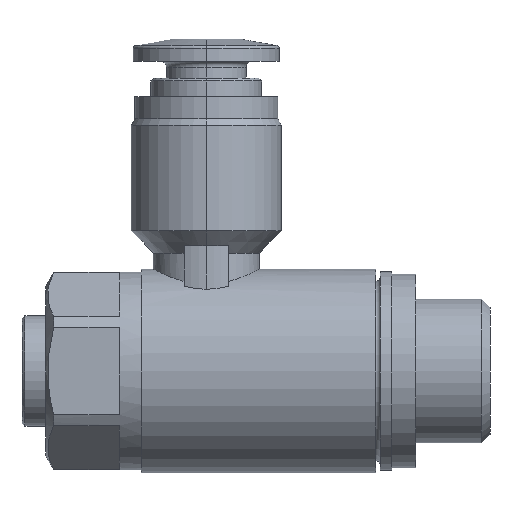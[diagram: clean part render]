
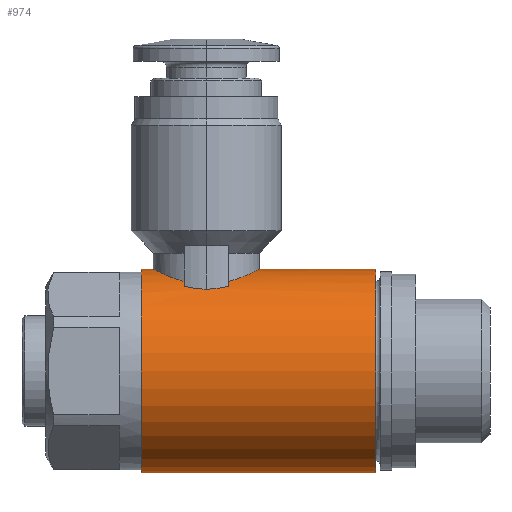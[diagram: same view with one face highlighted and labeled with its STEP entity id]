
A CAD part, left-side view. The second image highlights one B-rep face of the part: STEP entity #974.
In plain terms, the highlighted cylindrical face has radius 6.9 mm (diameter 13.8 mm), a partial arc.
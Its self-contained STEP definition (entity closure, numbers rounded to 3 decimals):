
#66 = CARTESIAN_POINT ( 'NONE',  ( -0.697, 3.536, 6.867 ) ) ;
#153 = LINE ( 'NONE', #691, #635 ) ;
#175 = CARTESIAN_POINT ( 'NONE',  ( -3.273, 1.5, 6.075 ) ) ;
#177 = CIRCLE ( 'NONE', #1636, 6.9 ) ;
#178 = CARTESIAN_POINT ( 'NONE',  ( -3.908, 1.266, 5.688 ) ) ;
#190 = CARTESIAN_POINT ( 'NONE',  ( -4.1, 0.258, 5.55 ) ) ;
#199 = EDGE_CURVE ( 'NONE', #1086, #649, #1343, .T. ) ;
#268 = CARTESIAN_POINT ( 'NONE',  ( -4.1, -0.259, 5.55 ) ) ;
#280 = CARTESIAN_POINT ( 'NONE',  ( -4.076, -0.514, 5.568 ) ) ;
#375 = ORIENTED_EDGE ( 'NONE', *, *, #199, .F. ) ;
#383 = VERTEX_POINT ( 'NONE', #2489 ) ;
#421 = CARTESIAN_POINT ( 'NONE',  ( -1.361, -3.337, 6.766 ) ) ;
#435 = CARTESIAN_POINT ( 'NONE',  ( -0.707, -3.547, 6.872 ) ) ;
#444 = CARTESIAN_POINT ( 'NONE',  ( -4.1, 0., 5.55 ) ) ;
#445 = CARTESIAN_POINT ( 'NONE',  ( 0., -19.25, -6.9 ) ) ;
#448 = DIRECTION ( 'NONE',  ( 0., 0., 1. ) ) ;
#465 = ORIENTED_EDGE ( 'NONE', *, *, #1894, .F. ) ;
#467 = CARTESIAN_POINT ( 'NONE',  ( 0., -19.25, 0. ) ) ;
#492 = CARTESIAN_POINT ( 'NONE',  ( -3.131, 1.809, 6.151 ) ) ;
#517 = CARTESIAN_POINT ( 'NONE',  ( -1.673, 3.192, 6.696 ) ) ;
#521 = EDGE_CURVE ( 'NONE', #1395, #2371, #770, .T. ) ;
#545 = EDGE_CURVE ( 'NONE', #2484, #2772, #1199, .T. ) ;
#573 = VERTEX_POINT ( 'NONE', #175 ) ;
#635 = VECTOR ( 'NONE', #1611, 1000. ) ;
#637 = DIRECTION ( 'NONE',  ( 0., 1., 0. ) ) ;
#649 = VERTEX_POINT ( 'NONE', #2383 ) ;
#674 = DIRECTION ( 'NONE',  ( 0., 1., 0. ) ) ;
#691 = CARTESIAN_POINT ( 'NONE',  ( 0., -19.25, 6.9 ) ) ;
#721 = CARTESIAN_POINT ( 'NONE',  ( -0.174, 3.6, 6.9 ) ) ;
#727 = CARTESIAN_POINT ( 'NONE',  ( -3.816, -1.5, 5.749 ) ) ;
#732 = DIRECTION ( 'NONE',  ( 0., -1., 0. ) ) ;
#760 = CARTESIAN_POINT ( 'NONE',  ( -1.822, 3.11, 6.657 ) ) ;
#762 = CARTESIAN_POINT ( 'NONE',  ( -3.129, -1.813, 6.152 ) ) ;
#770 = B_SPLINE_CURVE_WITH_KNOTS ( 'NONE', 3,
 ( #2195, #762, #961, #1194, #2867, #1470, #2360, #421, #1866, #435, #2101, #2557 ),
 .UNSPECIFIED., .F., .F.,
 ( 4, 2, 2, 2, 2, 4 ),
 ( 0.019, 0.02, 0.021, 0.021, 0.022, 0.023 ),
 .UNSPECIFIED. ) ;
#799 = AXIS2_PLACEMENT_3D ( 'NONE', #467, #2377, #944 ) ;
#822 = CIRCLE ( 'NONE', #3074, 6.9 ) ;
#898 = ORIENTED_EDGE ( 'NONE', *, *, #545, .T. ) ;
#931 = AXIS2_PLACEMENT_3D ( 'NONE', #2341, #2312, #448 ) ;
#944 = DIRECTION ( 'NONE',  ( 0., 0., 1. ) ) ;
#960 = CARTESIAN_POINT ( 'NONE',  ( -2.506, 2.606, 6.433 ) ) ;
#961 = CARTESIAN_POINT ( 'NONE',  ( -2.947, -2.096, 6.244 ) ) ;
#974 = ADVANCED_FACE ( 'CYL_1', ( #1996 ), #2735, .T. ) ;
#997 = CARTESIAN_POINT ( 'NONE',  ( -4.1, 0., 5.55 ) ) ;
#999 = CARTESIAN_POINT ( 'NONE',  ( -3.273, 1.5, 6.075 ) ) ;
#1086 = VERTEX_POINT ( 'NONE', #2345 ) ;
#1151 = CIRCLE ( 'NONE', #1228, 6.9 ) ;
#1194 = CARTESIAN_POINT ( 'NONE',  ( -2.503, -2.61, 6.435 ) ) ;
#1199 = LINE ( 'NONE', #1861, #1609 ) ;
#1228 = AXIS2_PLACEMENT_3D ( 'NONE', #2605, #1653, #1435 ) ;
#1298 = CIRCLE ( 'NONE', #931, 6.9 ) ;
#1343 = LINE ( 'NONE', #445, #2584 ) ;
#1377 = VERTEX_POINT ( 'NONE', #1959 ) ;
#1395 = VERTEX_POINT ( 'NONE', #2921 ) ;
#1404 = DIRECTION ( 'NONE',  ( 0., 1., 0. ) ) ;
#1435 = DIRECTION ( 'NONE',  ( 0., 0., 1. ) ) ;
#1448 = CARTESIAN_POINT ( 'NONE',  ( 0., 3.6, 6.9 ) ) ;
#1470 = CARTESIAN_POINT ( 'NONE',  ( -1.822, -3.109, 6.657 ) ) ;
#1501 = CARTESIAN_POINT ( 'NONE',  ( -3.908, -1.266, 5.688 ) ) ;
#1580 = EDGE_CURVE ( 'NONE', #383, #2371, #153, .T. ) ;
#1609 = VECTOR ( 'NONE', #674, 1000. ) ;
#1611 = DIRECTION ( 'NONE',  ( 0., 1., 0. ) ) ;
#1631 = EDGE_CURVE ( 'NONE', #2514, #1395, #1298, .T. ) ;
#1636 = AXIS2_PLACEMENT_3D ( 'NONE', #2603, #637, #2595 ) ;
#1650 = CARTESIAN_POINT ( 'NONE',  ( 0., 4.4, 6.9 ) ) ;
#1653 = DIRECTION ( 'NONE',  ( 0., 1., 0. ) ) ;
#1668 = ORIENTED_EDGE ( 'NONE', *, *, #1580, .T. ) ;
#1721 = CARTESIAN_POINT ( 'NONE',  ( -1.361, 3.337, 6.766 ) ) ;
#1728 = EDGE_CURVE ( 'NONE', #573, #1377, #822, .T. ) ;
#1742 = B_SPLINE_CURVE_WITH_KNOTS ( 'NONE', 3,
 ( #997, #268, #280, #2688, #1501, #2235 ),
 .UNSPECIFIED., .F., .F.,
 ( 4, 2, 4 ),
 ( 0.02, 0.02, 0.021 ),
 .UNSPECIFIED. ) ;
#1752 = ORIENTED_EDGE ( 'NONE', *, *, #2452, .T. ) ;
#1781 = ORIENTED_EDGE ( 'NONE', *, *, #1728, .F. ) ;
#1861 = CARTESIAN_POINT ( 'NONE',  ( 0., -19.25, 6.9 ) ) ;
#1866 = CARTESIAN_POINT ( 'NONE',  ( -1.201, -3.398, 6.797 ) ) ;
#1886 = ORIENTED_EDGE ( 'NONE', *, *, #2177, .F. ) ;
#1894 = EDGE_CURVE ( 'NONE', #2993, #2514, #1742, .T. ) ;
#1900 = CARTESIAN_POINT ( 'NONE',  ( 0., -3.6, 6.9 ) ) ;
#1957 = CARTESIAN_POINT ( 'NONE',  ( -2.248, 2.832, 6.53 ) ) ;
#1959 = CARTESIAN_POINT ( 'NONE',  ( -3.816, 1.5, 5.749 ) ) ;
#1996 = FACE_OUTER_BOUND ( 'NONE', #2009, .T. ) ;
#2003 = ORIENTED_EDGE ( 'NONE', *, *, #2838, .F. ) ;
#2009 = EDGE_LOOP ( 'NONE', ( #375, #1752, #1668, #2147, #3005, #465, #1886, #1781, #2724, #898, #2003 ) ) ;
#2070 = B_SPLINE_CURVE_WITH_KNOTS ( 'NONE', 3,
 ( #2810, #178, #2820, #2319, #190, #444 ),
 .UNSPECIFIED., .F., .F.,
 ( 4, 2, 4 ),
 ( 0.018, 0.019, 0.02 ),
 .UNSPECIFIED. ) ;
#2101 = CARTESIAN_POINT ( 'NONE',  ( -0.353, -3.6, 6.9 ) ) ;
#2147 = ORIENTED_EDGE ( 'NONE', *, *, #521, .F. ) ;
#2177 = EDGE_CURVE ( 'NONE', #1377, #2993, #2070, .T. ) ;
#2194 = CARTESIAN_POINT ( 'NONE',  ( 0., 3.6, 6.9 ) ) ;
#2195 = CARTESIAN_POINT ( 'NONE',  ( -3.273, -1.5, 6.075 ) ) ;
#2203 = CARTESIAN_POINT ( 'NONE',  ( -1.198, 3.399, 6.797 ) ) ;
#2235 = CARTESIAN_POINT ( 'NONE',  ( -3.816, -1.5, 5.749 ) ) ;
#2312 = DIRECTION ( 'NONE',  ( 0., 1., 0. ) ) ;
#2319 = CARTESIAN_POINT ( 'NONE',  ( -4.075, 0.519, 5.568 ) ) ;
#2341 = CARTESIAN_POINT ( 'NONE',  ( 0., -1.5, 0. ) ) ;
#2345 = CARTESIAN_POINT ( 'NONE',  ( 0., -11.5, -6.9 ) ) ;
#2360 = CARTESIAN_POINT ( 'NONE',  ( -1.671, -3.193, 6.697 ) ) ;
#2362 = B_SPLINE_CURVE_WITH_KNOTS ( 'NONE', 3,
 ( #2194, #721, #2390, #66, #2422, #2203, #1721, #517, #760, #1957, #960, #2877, #492, #999 ),
 .UNSPECIFIED., .F., .F.,
 ( 4, 2, 2, 2, 2, 2, 4 ),
 ( 0.011, 0.012, 0.013, 0.013, 0.014, 0.015, 0.016 ),
 .UNSPECIFIED. ) ;
#2368 = CARTESIAN_POINT ( 'NONE',  ( 0., 1.5, 0. ) ) ;
#2371 = VERTEX_POINT ( 'NONE', #1900 ) ;
#2377 = DIRECTION ( 'NONE',  ( 0., 1., 0. ) ) ;
#2383 = CARTESIAN_POINT ( 'NONE',  ( 0., 4.4, -6.9 ) ) ;
#2390 = CARTESIAN_POINT ( 'NONE',  ( -0.352, 3.587, 6.893 ) ) ;
#2404 = CARTESIAN_POINT ( 'NONE',  ( -4.1, 0., 5.55 ) ) ;
#2422 = CARTESIAN_POINT ( 'NONE',  ( -0.867, 3.498, 6.847 ) ) ;
#2452 = EDGE_CURVE ( 'NONE', #1086, #383, #1151, .T. ) ;
#2484 = VERTEX_POINT ( 'NONE', #1448 ) ;
#2489 = CARTESIAN_POINT ( 'NONE',  ( 0., -11.5, 6.9 ) ) ;
#2514 = VERTEX_POINT ( 'NONE', #727 ) ;
#2557 = CARTESIAN_POINT ( 'NONE',  ( 0., -3.6, 6.9 ) ) ;
#2584 = VECTOR ( 'NONE', #1404, 1000. ) ;
#2595 = DIRECTION ( 'NONE',  ( 0., 0., 1. ) ) ;
#2603 = CARTESIAN_POINT ( 'NONE',  ( 0., 4.4, 0. ) ) ;
#2605 = CARTESIAN_POINT ( 'NONE',  ( 0., -11.5, 0. ) ) ;
#2629 = DIRECTION ( 'NONE',  ( 0., 0., -1. ) ) ;
#2688 = CARTESIAN_POINT ( 'NONE',  ( -3.979, -1.02, 5.637 ) ) ;
#2724 = ORIENTED_EDGE ( 'NONE', *, *, #2906, .F. ) ;
#2735 = CYLINDRICAL_SURFACE ( 'NONE', #799, 6.9 ) ;
#2772 = VERTEX_POINT ( 'NONE', #1650 ) ;
#2810 = CARTESIAN_POINT ( 'NONE',  ( -3.816, 1.5, 5.749 ) ) ;
#2820 = CARTESIAN_POINT ( 'NONE',  ( -3.979, 1.02, 5.637 ) ) ;
#2838 = EDGE_CURVE ( 'NONE', #649, #2772, #177, .T. ) ;
#2867 = CARTESIAN_POINT ( 'NONE',  ( -2.249, -2.831, 6.53 ) ) ;
#2877 = CARTESIAN_POINT ( 'NONE',  ( -2.945, 2.098, 6.245 ) ) ;
#2906 = EDGE_CURVE ( 'NONE', #2484, #573, #2362, .T. ) ;
#2921 = CARTESIAN_POINT ( 'NONE',  ( -3.273, -1.5, 6.075 ) ) ;
#2993 = VERTEX_POINT ( 'NONE', #2404 ) ;
#3005 = ORIENTED_EDGE ( 'NONE', *, *, #1631, .F. ) ;
#3074 = AXIS2_PLACEMENT_3D ( 'NONE', #2368, #732, #2629 ) ;
